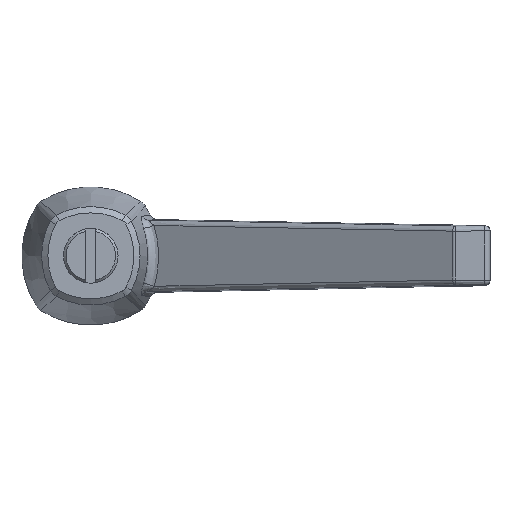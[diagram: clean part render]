
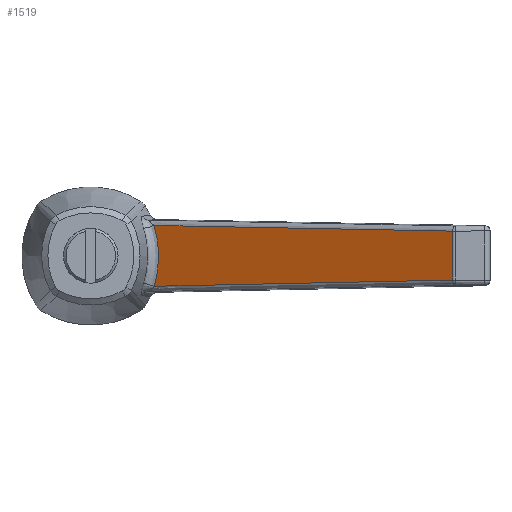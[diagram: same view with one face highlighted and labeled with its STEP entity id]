
A CAD part, top view. The second image highlights one B-rep face of the part: STEP entity #1519.
In plain terms, the highlighted planar face has unit normal (-0.479, 0, 0.878).
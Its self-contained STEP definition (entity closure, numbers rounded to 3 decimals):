
#1519 = ADVANCED_FACE( '', ( #3114 ), #3115, .F. );
#3114 = FACE_OUTER_BOUND( '', #6602, .T. );
#3115 = PLANE( '', #6603 );
#6602 = EDGE_LOOP( '', ( #11922, #11923, #11924, #11925 ) );
#6603 = AXIS2_PLACEMENT_3D( '', #11926, #11927, #11928 );
#11922 = ORIENTED_EDGE( '', *, *, #13878, .T. );
#11923 = ORIENTED_EDGE( '', *, *, #13571, .T. );
#11924 = ORIENTED_EDGE( '', *, *, #14478, .T. );
#11925 = ORIENTED_EDGE( '', *, *, #13746, .T. );
#11926 = CARTESIAN_POINT( '', ( 0., 7.25, 16. ) );
#11927 = DIRECTION( '', ( 0.479, 0., -0.878 ) );
#11928 = DIRECTION( '', ( -0.878, 0., -0.479 ) );
#13571 = EDGE_CURVE( '', #16414, #14621, #16415, .T. );
#13746 = EDGE_CURVE( '', #16645, #16657, #16659, .T. );
#13878 = EDGE_CURVE( '', #16657, #16414, #16836, .T. );
#14478 = EDGE_CURVE( '', #14621, #16645, #17543, .T. );
#14621 = VERTEX_POINT( '', #17702 );
#16414 = VERTEX_POINT( '', #20467 );
#16415 = B_SPLINE_CURVE_WITH_KNOTS( '', 3, ( #20468, #20469, #20470, #20471, #20472, #20473, #20474, #20475, #20476, #20477, #20478, #20479, #20480, #20481, #20482, #20483, #20484, #20485, #20486, #20487, #20488, #20489, #20490, #20491, #20492 ), .UNSPECIFIED., .F., .F., ( 4, 2, 1, 1, 1, 1, 1, 2, 2, 2, 1, 1, 1, 1, 1, 1, 2, 4 ), ( 0., 0.002, 0.002, 0.003, 0.004, 0.005, 0.005, 0.006, 0.006, 0.006, 0.006, 0.007, 0.008, 0.008, 0.009, 0.01, 0.011, 0.012 ), .UNSPECIFIED. );
#16645 = VERTEX_POINT( '', #20998 );
#16657 = VERTEX_POINT( '', #21013 );
#16659 = LINE( '', #21015, #21016 );
#16836 = B_SPLINE_CURVE_WITH_KNOTS( '', 3, ( #21304, #21305, #21306, #21307, #21308, #21309, #21310, #21311 ), .UNSPECIFIED., .F., .F., ( 4, 2, 2, 4 ), ( 0., 0.017, 0.034, 0.067 ), .UNSPECIFIED. );
#17543 = B_SPLINE_CURVE_WITH_KNOTS( '', 3, ( #22402, #22403, #22404, #22405, #22406, #22407, #22408, #22409 ), .UNSPECIFIED., .F., .F., ( 4, 2, 2, 4 ), ( 0.002, 0.036, 0.053, 0.069 ), .UNSPECIFIED. );
#17702 = CARTESIAN_POINT( '', ( 12.493, -6.015, 22.816 ) );
#20467 = CARTESIAN_POINT( '', ( 12.493, 6.015, 22.816 ) );
#20468 = CARTESIAN_POINT( '', ( 12.493, 6.015, 22.816 ) );
#20469 = CARTESIAN_POINT( '', ( 12.649, 5.53, 22.901 ) );
#20470 = CARTESIAN_POINT( '', ( 12.784, 5.04, 22.975 ) );
#20471 = CARTESIAN_POINT( '', ( 12.959, 4.3, 23.07 ) );
#20472 = CARTESIAN_POINT( '', ( 13.066, 3.805, 23.128 ) );
#20473 = CARTESIAN_POINT( '', ( 13.198, 3.057, 23.2 ) );
#20474 = CARTESIAN_POINT( '', ( 13.301, 2.303, 23.257 ) );
#20475 = CARTESIAN_POINT( '', ( 13.375, 1.544, 23.297 ) );
#20476 = CARTESIAN_POINT( '', ( 13.421, 0.779, 23.322 ) );
#20477 = CARTESIAN_POINT( '', ( 13.431, 0.265, 23.328 ) );
#20478 = CARTESIAN_POINT( '', ( 13.431, -0.058, 23.328 ) );
#20479 = CARTESIAN_POINT( '', ( 13.431, -0.122, 23.327 ) );
#20480 = CARTESIAN_POINT( '', ( 13.43, -0.219, 23.327 ) );
#20481 = CARTESIAN_POINT( '', ( 13.43, -0.251, 23.327 ) );
#20482 = CARTESIAN_POINT( '', ( 13.429, -0.316, 23.326 ) );
#20483 = CARTESIAN_POINT( '', ( 13.426, -0.477, 23.325 ) );
#20484 = CARTESIAN_POINT( '', ( 13.414, -0.896, 23.318 ) );
#20485 = CARTESIAN_POINT( '', ( 13.376, -1.536, 23.298 ) );
#20486 = CARTESIAN_POINT( '', ( 13.302, -2.298, 23.257 ) );
#20487 = CARTESIAN_POINT( '', ( 13.198, -3.054, 23.201 ) );
#20488 = CARTESIAN_POINT( '', ( 13.067, -3.803, 23.129 ) );
#20489 = CARTESIAN_POINT( '', ( 12.959, -4.299, 23.07 ) );
#20490 = CARTESIAN_POINT( '', ( 12.784, -5.04, 22.975 ) );
#20491 = CARTESIAN_POINT( '', ( 12.649, -5.53, 22.901 ) );
#20492 = CARTESIAN_POINT( '', ( 12.493, -6.015, 22.816 ) );
#20998 = CARTESIAN_POINT( '', ( 71.628, -4.841, 55.078 ) );
#21013 = CARTESIAN_POINT( '', ( 71.628, 4.841, 55.078 ) );
#21015 = CARTESIAN_POINT( '', ( 71.628, 7.25, 55.078 ) );
#21016 = VECTOR( '', #24279, 1000. );
#21304 = CARTESIAN_POINT( '', ( 71.628, 4.841, 55.078 ) );
#21305 = CARTESIAN_POINT( '', ( 66.7, 4.938, 52.389 ) );
#21306 = CARTESIAN_POINT( '', ( 61.772, 5.035, 49.701 ) );
#21307 = CARTESIAN_POINT( '', ( 51.916, 5.23, 44.324 ) );
#21308 = CARTESIAN_POINT( '', ( 46.988, 5.328, 41.635 ) );
#21309 = CARTESIAN_POINT( '', ( 32.205, 5.622, 33.57 ) );
#21310 = CARTESIAN_POINT( '', ( 22.349, 5.818, 28.193 ) );
#21311 = CARTESIAN_POINT( '', ( 12.493, 6.015, 22.816 ) );
#22402 = CARTESIAN_POINT( '', ( 12.493, -6.015, 22.816 ) );
#22403 = CARTESIAN_POINT( '', ( 22.349, -5.818, 28.193 ) );
#22404 = CARTESIAN_POINT( '', ( 32.205, -5.622, 33.57 ) );
#22405 = CARTESIAN_POINT( '', ( 46.988, -5.328, 41.635 ) );
#22406 = CARTESIAN_POINT( '', ( 51.916, -5.23, 44.324 ) );
#22407 = CARTESIAN_POINT( '', ( 61.772, -5.035, 49.701 ) );
#22408 = CARTESIAN_POINT( '', ( 66.7, -4.938, 52.389 ) );
#22409 = CARTESIAN_POINT( '', ( 71.628, -4.841, 55.078 ) );
#24279 = DIRECTION( '', ( 0., 1., 0. ) );
